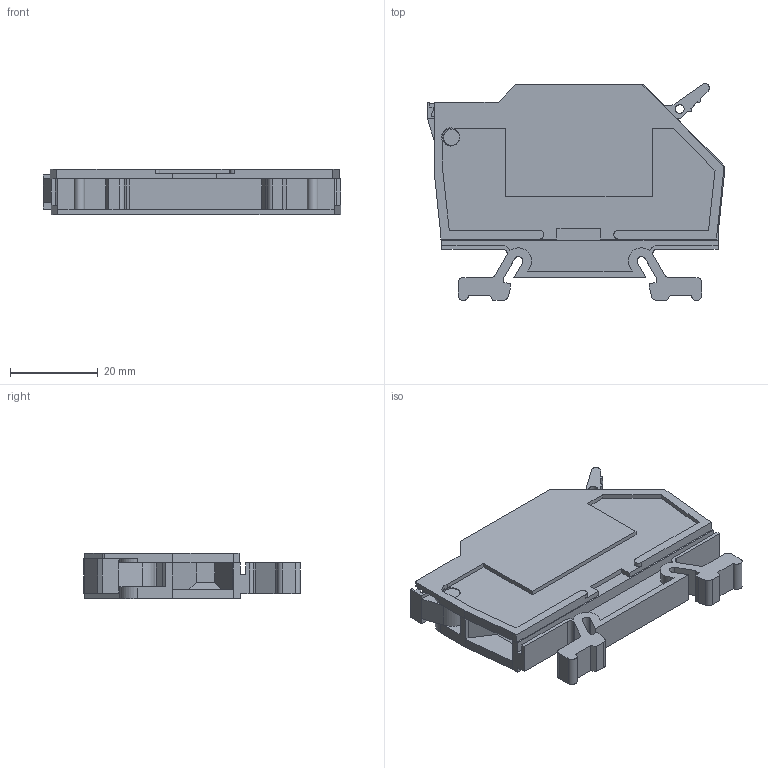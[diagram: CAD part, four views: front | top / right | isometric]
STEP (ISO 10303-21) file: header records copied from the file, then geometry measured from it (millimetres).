
FILE_DESCRIPTION (( 'STEP AP214' ), '1' );
FILE_NAME ('DN-DIS10MN.STEP', '2018-05-02T18:31:01', ( '' ), ( '' ), 'SwSTEP 2.0', 'SolidWorks 2017', '' );
FILE_SCHEMA (( 'AUTOMOTIVE_DESIGN' ));
Length unit declared in the file: inch
Products named in the file (2): DN-DIS10MN; 20612H
Assembly tree (1 placements, depth 2):
  DN-DIS10MN
    20612H
Bounding box: 67.8 x 49.47 x 10.4 mm (x, y, z)
Volume: 14785.8 mm3; surface area: 13919.3 mm2
Topology: 1 solids, 5 shells, 430 faces, 1200 edges, 786 vertices
Faces by surface type: plane 292, cylinder 78, cone 45, bspline 15
Entity records: 19732 total; most frequent: CARTESIAN_POINT 2886, ORIENTED_EDGE 2400, DIRECTION 2265, EDGE_CURVE 1200, VECTOR 915, LINE 915, VERTEX_POINT 786, AXIS2_PLACEMENT_3D 675
